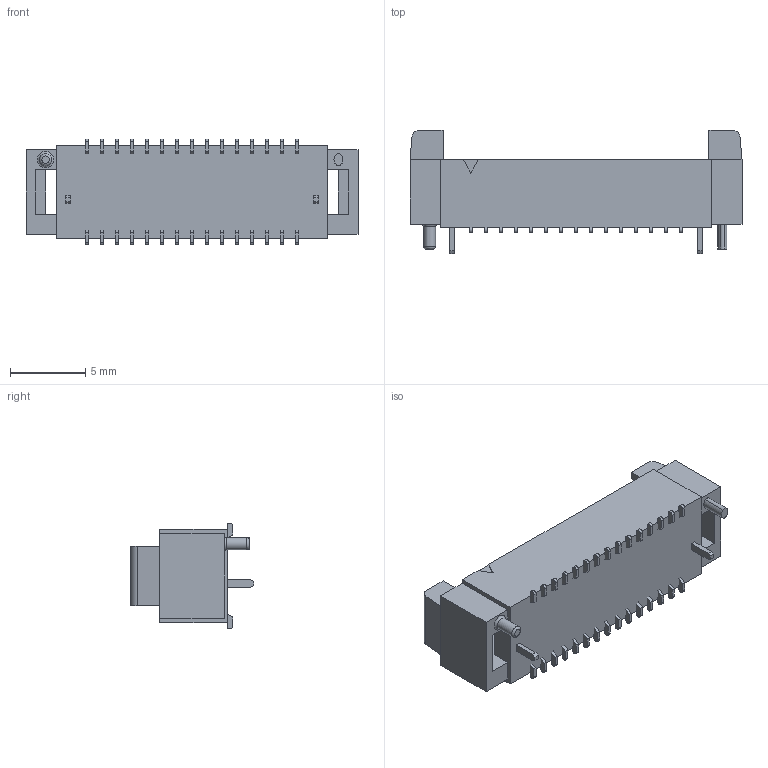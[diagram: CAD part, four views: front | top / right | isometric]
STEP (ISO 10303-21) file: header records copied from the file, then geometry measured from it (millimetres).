
FILE_DESCRIPTION( ( 'STEP AP203' ), '1' );
FILE_NAME( 'T1M-15-GF-DV.stp', '2021-10-18T23:59:50', ( 'License CC BY-ND 4.0' ), ( 'CADENAS' ), ' ', 'PARTsolutions', ' ' );
FILE_SCHEMA( ( 'CONFIG_CONTROL_DESIGN' ) );
Length unit declared in the file: millimetre
Products named in the file (3): T1M-15-GF-DV; _T1T1M-15-T-DV; _P2T1M-15-T-DV
Assembly tree (2 placements, depth 2):
  T1M-15-GF-DV
    _T1T1M-15-T-DV
    _P2T1M-15-T-DV
Bounding box: 22.1 x 8.2 x 7.05 mm (x, y, z)
Volume: 350.3 mm3; surface area: 1017 mm2
Topology: 2 solids, 2 shells, 492 faces, 1458 edges, 970 vertices
Faces by surface type: plane 423, cylinder 67, torus 2
Full cylindrical faces by diameter (mm): 0.8 x1
Entity records: 16331 total; most frequent: CARTESIAN_POINT 2920, ORIENTED_EDGE 2910, DIRECTION 2581, EDGE_CURVE 1455, LINE 1319, VECTOR 1319, VERTEX_POINT 970, AXIS2_PLACEMENT_3D 631
